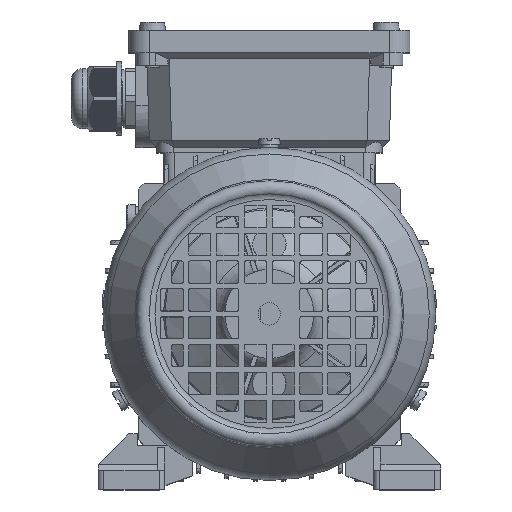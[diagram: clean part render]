
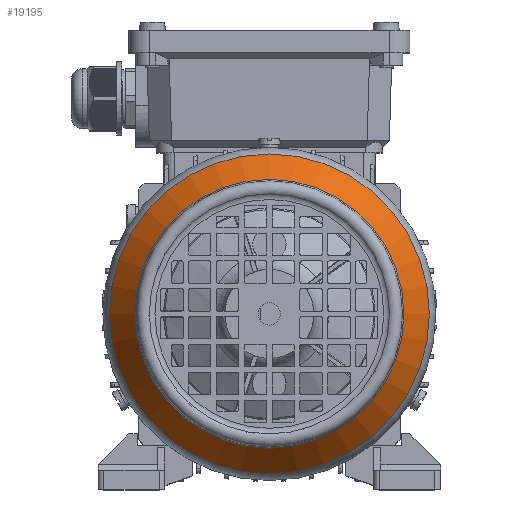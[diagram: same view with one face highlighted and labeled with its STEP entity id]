
A CAD part, top view. The second image highlights one B-rep face of the part: STEP entity #19195.
In plain terms, the highlighted conical face has half-angle 35 degrees and reference radius 57.485 mm.
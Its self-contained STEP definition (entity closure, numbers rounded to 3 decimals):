
#1094=CONICAL_SURFACE('',#70854,57.485,35.);
#19195=ADVANCED_FACE('',(#24774,#24775),#1094,.T.);
#24774=FACE_BOUND('',#27396,.T.);
#24775=FACE_BOUND('',#27397,.T.);
#27396=EDGE_LOOP('',(#38832));
#27397=EDGE_LOOP('',(#38833));
#38832=ORIENTED_EDGE('',*,*,#60564,.F.);
#38833=ORIENTED_EDGE('',*,*,#60565,.T.);
#52674=VERTEX_POINT('',#109339);
#52675=VERTEX_POINT('',#109342);
#60564=EDGE_CURVE('',#52674,#52674,#67024,.T.);
#60565=EDGE_CURVE('',#52675,#52675,#67025,.T.);
#67024=CIRCLE('',#70851,48.337);
#67025=CIRCLE('',#70853,57.485);
#70851=AXIS2_PLACEMENT_3D('',#109338,#82455,#82456);
#70853=AXIS2_PLACEMENT_3D('',#109341,#82459,#82460);
#70854=AXIS2_PLACEMENT_3D('',#109343,#82461,#82462);
#82455=DIRECTION('',(0.,0.,1.));
#82456=DIRECTION('',(1.,0.,0.));
#82459=DIRECTION('',(0.,0.,1.));
#82460=DIRECTION('',(1.,0.,0.));
#82461=DIRECTION('',(0.,0.,-1.));
#82462=DIRECTION('',(-1.,0.,0.));
#109338=CARTESIAN_POINT('',(0.,0.,165.234));
#109339=CARTESIAN_POINT('',(48.337,0.,165.234));
#109341=CARTESIAN_POINT('',(0.,0.,152.169));
#109342=CARTESIAN_POINT('',(57.485,0.,152.169));
#109343=CARTESIAN_POINT('',(0.,0.,152.169));
